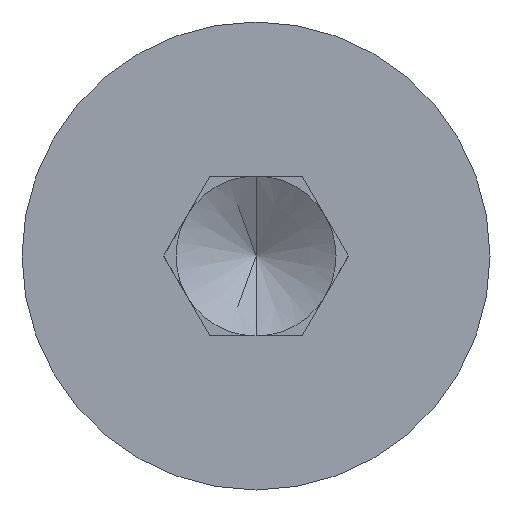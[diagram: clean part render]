
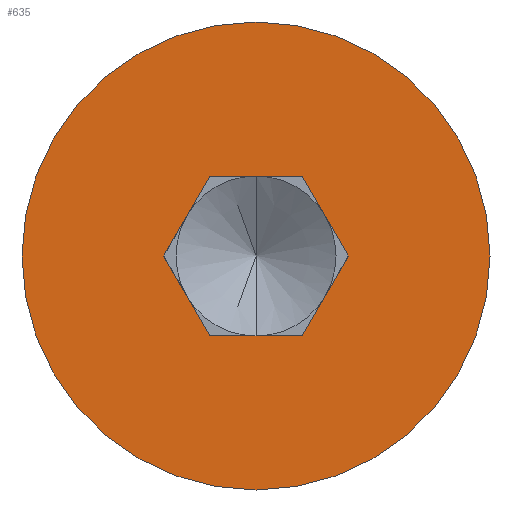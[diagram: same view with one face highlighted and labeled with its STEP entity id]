
A CAD part, left-side view. The second image highlights one B-rep face of the part: STEP entity #635.
In plain terms, the highlighted planar face has unit normal (-1, 0, 0).
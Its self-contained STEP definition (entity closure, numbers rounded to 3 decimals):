
#6 = LINE ( 'NONE', #209, #135 ) ;
#10 = CARTESIAN_POINT ( 'NONE',  ( 0., 0., -5.85 ) ) ;
#15 = LINE ( 'NONE', #231, #65 ) ;
#28 = EDGE_LOOP ( 'NONE', ( #607, #524 ) ) ;
#32 = DIRECTION ( 'NONE',  ( 0., 0.5, -0.866 ) ) ;
#34 = VECTOR ( 'NONE', #32, 1000. ) ;
#40 = CARTESIAN_POINT ( 'NONE',  ( 0., 0., 0. ) ) ;
#55 = CARTESIAN_POINT ( 'NONE',  ( 0., 0., 5.85 ) ) ;
#65 = VECTOR ( 'NONE', #671, 1000. ) ;
#76 = EDGE_CURVE ( 'NONE', #254, #497, #572, .T. ) ;
#98 = DIRECTION ( 'NONE',  ( 0., 0., 1. ) ) ;
#101 = LINE ( 'NONE', #720, #361 ) ;
#135 = VECTOR ( 'NONE', #715, 1000. ) ;
#146 = EDGE_CURVE ( 'NONE', #174, #447, #6, .T. ) ;
#148 = DIRECTION ( 'NONE',  ( -1., 0., 0. ) ) ;
#168 = EDGE_CURVE ( 'NONE', #272, #296, #469, .T. ) ;
#174 = VERTEX_POINT ( 'NONE', #486 ) ;
#196 = CARTESIAN_POINT ( 'NONE',  ( 0., 0., 0. ) ) ;
#209 = CARTESIAN_POINT ( 'NONE',  ( 0., -1.155, 2. ) ) ;
#210 = VECTOR ( 'NONE', #404, 1000. ) ;
#213 = ORIENTED_EDGE ( 'NONE', *, *, #602, .T. ) ;
#225 = VERTEX_POINT ( 'NONE', #336 ) ;
#231 = CARTESIAN_POINT ( 'NONE',  ( 0., -1.155, -2. ) ) ;
#243 = EDGE_CURVE ( 'NONE', #225, #254, #101, .T. ) ;
#248 = AXIS2_PLACEMENT_3D ( 'NONE', #427, #148, #587 ) ;
#252 = ORIENTED_EDGE ( 'NONE', *, *, #357, .T. ) ;
#254 = VERTEX_POINT ( 'NONE', #617 ) ;
#263 = EDGE_CURVE ( 'NONE', #694, #225, #15, .T. ) ;
#272 = VERTEX_POINT ( 'NONE', #55 ) ;
#296 = VERTEX_POINT ( 'NONE', #10 ) ;
#298 = AXIS2_PLACEMENT_3D ( 'NONE', #196, #415, #366 ) ;
#331 = ORIENTED_EDGE ( 'NONE', *, *, #263, .T. ) ;
#336 = CARTESIAN_POINT ( 'NONE',  ( 0., 1.155, -2. ) ) ;
#346 = DIRECTION ( 'NONE',  ( 0., 0.5, 0.866 ) ) ;
#357 = EDGE_CURVE ( 'NONE', #497, #174, #648, .T. ) ;
#361 = VECTOR ( 'NONE', #346, 1000. ) ;
#364 = CARTESIAN_POINT ( 'NONE',  ( 0., 1.155, 2. ) ) ;
#366 = DIRECTION ( 'NONE',  ( 0., 0., 1. ) ) ;
#372 = CARTESIAN_POINT ( 'NONE',  ( 0., -2.309, 0. ) ) ;
#404 = DIRECTION ( 'NONE',  ( 0., -1., 0. ) ) ;
#415 = DIRECTION ( 'NONE',  ( -1., 0., 0. ) ) ;
#427 = CARTESIAN_POINT ( 'NONE',  ( 0., 0., 0. ) ) ;
#429 = DIRECTION ( 'NONE',  ( -1., 0., 0. ) ) ;
#441 = EDGE_CURVE ( 'NONE', #296, #272, #454, .T. ) ;
#446 = FACE_OUTER_BOUND ( 'NONE', #28, .T. ) ;
#447 = VERTEX_POINT ( 'NONE', #690 ) ;
#454 = CIRCLE ( 'NONE', #298, 5.85 ) ;
#456 = EDGE_LOOP ( 'NONE', ( #548, #213, #331, #706, #676, #252 ) ) ;
#469 = CIRCLE ( 'NONE', #532, 5.85 ) ;
#484 = PLANE ( 'NONE',  #248 ) ;
#486 = CARTESIAN_POINT ( 'NONE',  ( 0., -1.155, 2. ) ) ;
#497 = VERTEX_POINT ( 'NONE', #364 ) ;
#524 = ORIENTED_EDGE ( 'NONE', *, *, #441, .T. ) ;
#527 = VECTOR ( 'NONE', #600, 1000. ) ;
#532 = AXIS2_PLACEMENT_3D ( 'NONE', #40, #429, #98 ) ;
#536 = LINE ( 'NONE', #372, #34 ) ;
#548 = ORIENTED_EDGE ( 'NONE', *, *, #146, .T. ) ;
#572 = LINE ( 'NONE', #709, #527 ) ;
#573 = FACE_BOUND ( 'NONE', #456, .T. ) ;
#587 = DIRECTION ( 'NONE',  ( 0., 0., 1. ) ) ;
#600 = DIRECTION ( 'NONE',  ( 0., -0.5, 0.866 ) ) ;
#602 = EDGE_CURVE ( 'NONE', #447, #694, #536, .T. ) ;
#607 = ORIENTED_EDGE ( 'NONE', *, *, #168, .T. ) ;
#617 = CARTESIAN_POINT ( 'NONE',  ( 0., 2.309, 0. ) ) ;
#624 = CARTESIAN_POINT ( 'NONE',  ( 0., 1.155, 2. ) ) ;
#635 = ADVANCED_FACE ( 'NONE', ( #446, #573 ), #484, .T. ) ;
#648 = LINE ( 'NONE', #624, #210 ) ;
#662 = CARTESIAN_POINT ( 'NONE',  ( 0., -1.155, -2. ) ) ;
#671 = DIRECTION ( 'NONE',  ( 0., 1., 0. ) ) ;
#676 = ORIENTED_EDGE ( 'NONE', *, *, #76, .T. ) ;
#690 = CARTESIAN_POINT ( 'NONE',  ( 0., -2.309, 0. ) ) ;
#694 = VERTEX_POINT ( 'NONE', #662 ) ;
#706 = ORIENTED_EDGE ( 'NONE', *, *, #243, .T. ) ;
#709 = CARTESIAN_POINT ( 'NONE',  ( 0., 2.309, 0. ) ) ;
#715 = DIRECTION ( 'NONE',  ( 0., -0.5, -0.866 ) ) ;
#720 = CARTESIAN_POINT ( 'NONE',  ( 0., 1.155, -2. ) ) ;
